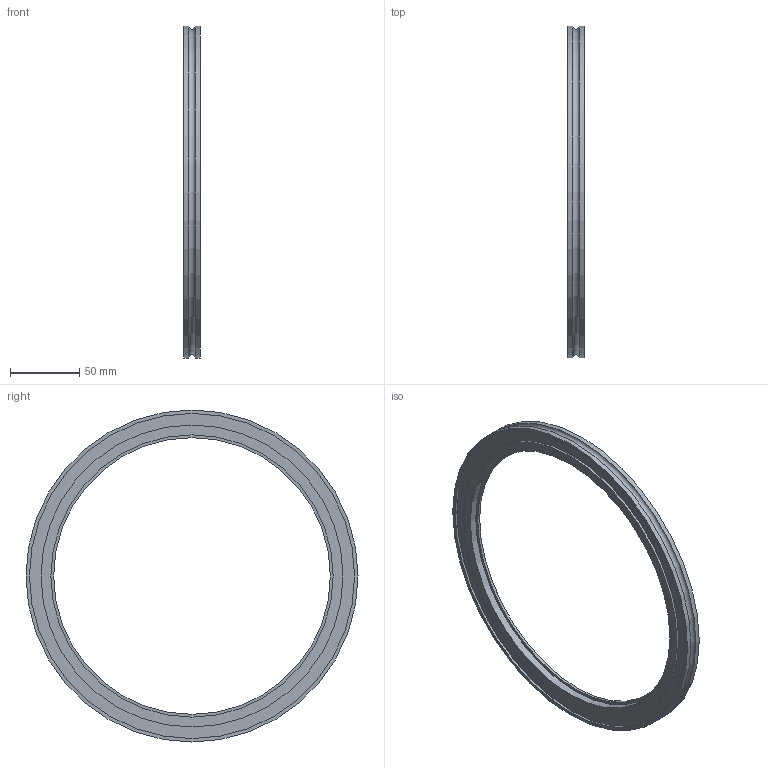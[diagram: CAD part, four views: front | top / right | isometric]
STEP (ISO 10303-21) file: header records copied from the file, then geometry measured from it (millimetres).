
FILE_DESCRIPTION(/* description */ (''),/* implementation_level */ '2;1');
FILE_NAME(/* name */ 'FL-200LF-W.stp',/* time_stamp */ '2018-07-12T09:57:07+01:00',/* author */ ('paul'),/* organization */ (''),/* preprocessor_version */ 'ST-DEVELOPER v17',/* originating_system */ 'Autodesk Inventor 2019',/* authorisation */ '');
FILE_SCHEMA (('AUTOMOTIVE_DESIGN { 1 0 10303 214 3 1 1 }'));
Length unit declared in the file: millimetre
Products named in the file (1): FL-200LF-W
Bounding box: 12 x 240 x 240 mm (x, y, z)
Volume: 122178.4 mm3; surface area: 49052 mm2
Topology: 1 solids, 1 shells, 14 faces, 36 edges, 28 vertices
Faces by surface type: cylinder 7, plane 6, torus 1
Full cylindrical faces by diameter (mm): 200 x1, 204 x1, 213 x1, 218.3 x1, 235 x1, 240 x2
Entity records: 508 total; most frequent: DIRECTION 95, CARTESIAN_POINT 79, ORIENTED_EDGE 72, AXIS2_PLACEMENT_3D 44, EDGE_CURVE 36, CIRCLE 29, VERTEX_POINT 28, EDGE_LOOP 20
